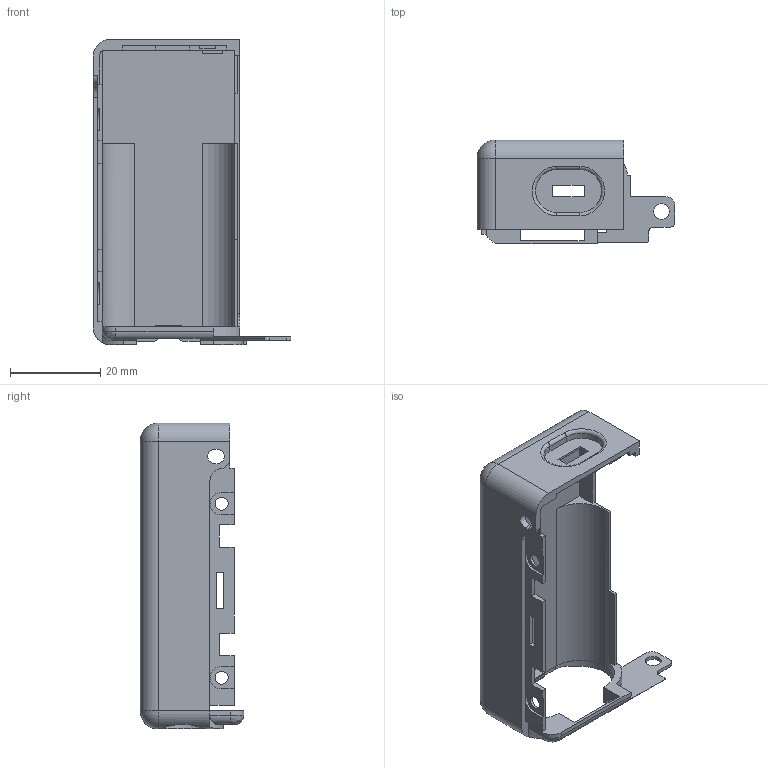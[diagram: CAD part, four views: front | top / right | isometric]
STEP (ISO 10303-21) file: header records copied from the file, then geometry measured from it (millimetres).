
FILE_DESCRIPTION( (''), '2;1');
FILE_NAME ('WMD-DT1.stp','2025-01-12T16:08:58',(''),(''),'spGate 19.8.4 (****-****-****-****)','','');
FILE_SCHEMA (('AUTOMOTIVE_DESIGN'));
Length unit declared in the file: millimetre
Products named in the file (3): NewModel; TEMP_X_T-prt0; TEMP_X_T-prt1
Assembly tree (2 placements, depth 2):
  NewModel
    TEMP_X_T-prt0
    TEMP_X_T-prt1
Bounding box: 43.75 x 22.9 x 67.7 mm (x, y, z)
Volume: 8970.1 mm3; surface area: 9734.1 mm2
Topology: 1 solids, 1 shells, 176 faces, 506 edges, 333 vertices
Faces by surface type: plane 125, cylinder 46, bspline 3, sphere 2
Entity records: 9867 total; most frequent: CARTESIAN_POINT 1203, ORIENTED_EDGE 1010, DIRECTION 940, COLOUR_RGB 683, PRESENTATION_STYLE_ASSIGNMENT 683, STYLED_ITEM 683, EDGE_CURVE 505, DRAUGHTING_PRE_DEFINED_CURVE_FONT 505
